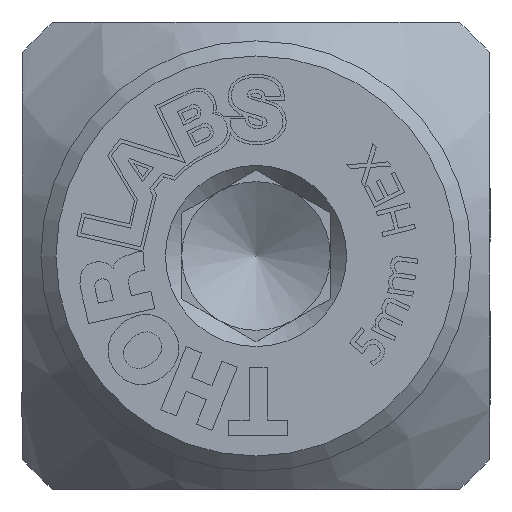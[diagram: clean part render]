
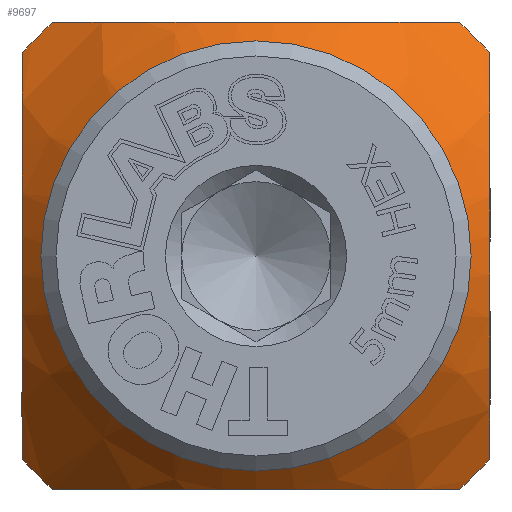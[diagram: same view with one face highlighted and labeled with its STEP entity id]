
A CAD part, left-side view. The second image highlights one B-rep face of the part: STEP entity #9697.
In plain terms, the highlighted conical face has half-angle 45 degrees and reference radius 12.954 mm.
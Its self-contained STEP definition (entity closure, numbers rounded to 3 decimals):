
#373=(
BOUNDED_CURVE()
B_SPLINE_CURVE(2,(#12577,#12578,#12579),.UNSPECIFIED.,.F.,.F.)
B_SPLINE_CURVE_WITH_KNOTS((3,3),(3.779,9.597),
 .UNSPECIFIED.)
CURVE()
GEOMETRIC_REPRESENTATION_ITEM()
RATIONAL_B_SPLINE_CURVE((3.241,4.286,3.241))
REPRESENTATION_ITEM('')
);
#374=(
BOUNDED_CURVE()
B_SPLINE_CURVE(2,(#12583,#12584,#12585),.UNSPECIFIED.,.F.,.F.)
B_SPLINE_CURVE_WITH_KNOTS((3,3),(3.779,9.597),
 .UNSPECIFIED.)
CURVE()
GEOMETRIC_REPRESENTATION_ITEM()
RATIONAL_B_SPLINE_CURVE((3.241,4.286,3.241))
REPRESENTATION_ITEM('')
);
#375=(
BOUNDED_CURVE()
B_SPLINE_CURVE(2,(#12589,#12590,#12591),.UNSPECIFIED.,.F.,.F.)
B_SPLINE_CURVE_WITH_KNOTS((3,3),(3.779,6.688),
 .UNSPECIFIED.)
CURVE()
GEOMETRIC_REPRESENTATION_ITEM()
RATIONAL_B_SPLINE_CURVE((3.241,3.764,3.764))
REPRESENTATION_ITEM('')
);
#376=(
BOUNDED_CURVE()
B_SPLINE_CURVE(2,(#12598,#12599,#12600),.UNSPECIFIED.,.F.,.F.)
B_SPLINE_CURVE_WITH_KNOTS((3,3),(6.688,9.597),
 .UNSPECIFIED.)
CURVE()
GEOMETRIC_REPRESENTATION_ITEM()
RATIONAL_B_SPLINE_CURVE((3.764,3.764,3.241))
REPRESENTATION_ITEM('')
);
#377=(
BOUNDED_CURVE()
B_SPLINE_CURVE(2,(#12604,#12605,#12606),.UNSPECIFIED.,.F.,.F.)
B_SPLINE_CURVE_WITH_KNOTS((3,3),(-9.597,-3.779),
 .UNSPECIFIED.)
CURVE()
GEOMETRIC_REPRESENTATION_ITEM()
RATIONAL_B_SPLINE_CURVE((3.241,4.286,3.241))
REPRESENTATION_ITEM('')
);
#913=CONICAL_SURFACE('',#10145,12.954,0.785);
#943=FACE_OUTER_BOUND('',#1351,.T.);
#1351=EDGE_LOOP('',(#6381,#6382,#6383,#6384,#6385,#6386,#6387,#6388,#6389,
#6390,#6391,#6392,#6393));
#1841=LINE('',#12593,#2731);
#2731=VECTOR('',#10605,12.954);
#3633=CIRCLE('',#10146,10.414);
#3634=CIRCLE('',#10147,10.414);
#3635=CIRCLE('',#10148,5.588);
#3636=CIRCLE('',#10149,5.588);
#3637=CIRCLE('',#10150,10.414);
#3638=CIRCLE('',#10151,10.414);
#3765=VERTEX_POINT('',#12575);
#3766=VERTEX_POINT('',#12576);
#3767=VERTEX_POINT('',#12580);
#3768=VERTEX_POINT('',#12582);
#3769=VERTEX_POINT('',#12586);
#3770=VERTEX_POINT('',#12588);
#3771=VERTEX_POINT('',#12592);
#3772=VERTEX_POINT('',#12594);
#3773=VERTEX_POINT('',#12597);
#3774=VERTEX_POINT('',#12601);
#3775=VERTEX_POINT('',#12603);
#4911=EDGE_CURVE('',#3765,#3766,#373,.T.);
#4912=EDGE_CURVE('',#3765,#3767,#3633,.T.);
#4913=EDGE_CURVE('',#3767,#3768,#374,.T.);
#4914=EDGE_CURVE('',#3768,#3769,#3634,.T.);
#4915=EDGE_CURVE('',#3769,#3770,#375,.T.);
#4916=EDGE_CURVE('',#3770,#3771,#1841,.T.);
#4917=EDGE_CURVE('',#3772,#3771,#3635,.T.);
#4918=EDGE_CURVE('',#3771,#3772,#3636,.T.);
#4919=EDGE_CURVE('',#3770,#3773,#376,.T.);
#4920=EDGE_CURVE('',#3773,#3774,#3637,.T.);
#4921=EDGE_CURVE('',#3774,#3775,#377,.T.);
#4922=EDGE_CURVE('',#3775,#3766,#3638,.T.);
#6381=ORIENTED_EDGE('',*,*,#4911,.F.);
#6382=ORIENTED_EDGE('',*,*,#4912,.T.);
#6383=ORIENTED_EDGE('',*,*,#4913,.T.);
#6384=ORIENTED_EDGE('',*,*,#4914,.T.);
#6385=ORIENTED_EDGE('',*,*,#4915,.T.);
#6386=ORIENTED_EDGE('',*,*,#4916,.T.);
#6387=ORIENTED_EDGE('',*,*,#4917,.F.);
#6388=ORIENTED_EDGE('',*,*,#4918,.F.);
#6389=ORIENTED_EDGE('',*,*,#4916,.F.);
#6390=ORIENTED_EDGE('',*,*,#4919,.T.);
#6391=ORIENTED_EDGE('',*,*,#4920,.T.);
#6392=ORIENTED_EDGE('',*,*,#4921,.T.);
#6393=ORIENTED_EDGE('',*,*,#4922,.T.);
#9697=ADVANCED_FACE('',(#943),#913,.T.);
#10145=AXIS2_PLACEMENT_3D('',#12574,#10599,#10600);
#10146=AXIS2_PLACEMENT_3D('',#12581,#10601,#10602);
#10147=AXIS2_PLACEMENT_3D('',#12587,#10603,#10604);
#10148=AXIS2_PLACEMENT_3D('',#12595,#10606,#10607);
#10149=AXIS2_PLACEMENT_3D('',#12596,#10608,#10609);
#10150=AXIS2_PLACEMENT_3D('',#12602,#10610,#10611);
#10151=AXIS2_PLACEMENT_3D('',#12607,#10612,#10613);
#10599=DIRECTION('center_axis',(1.,0.,0.));
#10600=DIRECTION('ref_axis',(0.,0.,1.));
#10601=DIRECTION('center_axis',(-1.,0.,0.));
#10602=DIRECTION('ref_axis',(0.,0.,-1.));
#10603=DIRECTION('center_axis',(-1.,0.,0.));
#10604=DIRECTION('ref_axis',(0.,0.,-1.));
#10605=DIRECTION('',(-0.707,0.,0.707));
#10606=DIRECTION('center_axis',(-1.,0.,0.));
#10607=DIRECTION('ref_axis',(0.,0.,1.));
#10608=DIRECTION('center_axis',(-1.,0.,0.));
#10609=DIRECTION('ref_axis',(0.,0.,1.));
#10610=DIRECTION('center_axis',(-1.,0.,0.));
#10611=DIRECTION('ref_axis',(0.,0.,-1.));
#10612=DIRECTION('center_axis',(-1.,0.,0.));
#10613=DIRECTION('ref_axis',(0.,0.,-1.));
#12574=CARTESIAN_POINT('Origin',(2.626,-26.125,7.826));
#12575=CARTESIAN_POINT('',(0.086,-19.31,15.7));
#12576=CARTESIAN_POINT('',(0.086,-32.941,15.7));
#12577=CARTESIAN_POINT('Ctrl Pts',(0.086,-19.31,
15.7));
#12578=CARTESIAN_POINT('Ctrl Pts',(-4.375,-26.125,15.7));
#12579=CARTESIAN_POINT('Ctrl Pts',(0.086,-32.941,
15.7));
#12580=CARTESIAN_POINT('',(0.086,-18.251,14.641));
#12581=CARTESIAN_POINT('Origin',(0.086,-26.125,7.826));
#12582=CARTESIAN_POINT('',(0.086,-18.251,1.01));
#12583=CARTESIAN_POINT('Ctrl Pts',(0.086,-18.251,
14.641));
#12584=CARTESIAN_POINT('Ctrl Pts',(-4.375,-18.251,
7.826));
#12585=CARTESIAN_POINT('Ctrl Pts',(0.086,-18.251,
1.01));
#12586=CARTESIAN_POINT('',(0.086,-19.31,-0.048));
#12587=CARTESIAN_POINT('Origin',(0.086,-26.125,7.826));
#12588=CARTESIAN_POINT('',(-2.454,-26.125,-0.048));
#12589=CARTESIAN_POINT('Ctrl Pts',(0.086,-19.31,
-0.048));
#12590=CARTESIAN_POINT('Ctrl Pts',(-2.454,-23.191,-0.048));
#12591=CARTESIAN_POINT('Ctrl Pts',(-2.454,-26.125,-0.048));
#12592=CARTESIAN_POINT('',(-4.74,-26.125,2.238));
#12593=CARTESIAN_POINT('',(2.626,-26.125,-5.128));
#12594=CARTESIAN_POINT('',(-4.74,-26.125,13.414));
#12595=CARTESIAN_POINT('Origin',(-4.74,-26.125,7.826));
#12596=CARTESIAN_POINT('Origin',(-4.74,-26.125,7.826));
#12597=CARTESIAN_POINT('',(0.086,-32.941,-0.048));
#12598=CARTESIAN_POINT('Ctrl Pts',(-2.454,-26.125,-0.048));
#12599=CARTESIAN_POINT('Ctrl Pts',(-2.454,-29.06,
-0.048));
#12600=CARTESIAN_POINT('Ctrl Pts',(0.086,-32.941,
-0.048));
#12601=CARTESIAN_POINT('',(0.086,-33.999,1.01));
#12602=CARTESIAN_POINT('Origin',(0.086,-26.125,7.826));
#12603=CARTESIAN_POINT('',(0.086,-33.999,14.641));
#12604=CARTESIAN_POINT('Ctrl Pts',(0.086,-33.999,
1.01));
#12605=CARTESIAN_POINT('Ctrl Pts',(-4.375,-33.999,
7.826));
#12606=CARTESIAN_POINT('Ctrl Pts',(0.086,-33.999,
14.641));
#12607=CARTESIAN_POINT('Origin',(0.086,-26.125,7.826));
